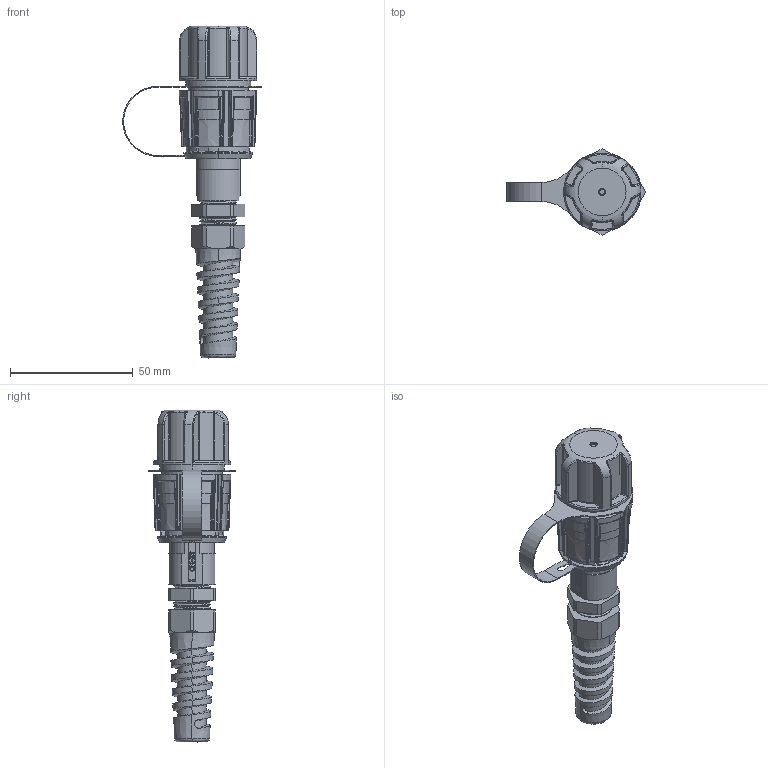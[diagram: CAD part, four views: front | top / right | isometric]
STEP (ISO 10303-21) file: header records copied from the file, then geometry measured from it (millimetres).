
FILE_DESCRIPTION (( 'STEP AP214' ), '1' );
FILE_NAME ('FOC-IPMM.step', '2020-06-10T01:35:22', ( '' ), ( '' ), 'SwSTEP 2.0', 'SolidWorks 2018', '' );
FILE_SCHEMA (( 'AUTOMOTIVE_DESIGN' ));
Length unit declared in the file: millimetre
Products named in the file (1): FOC-IPMM
Bounding box: 56.4 x 35.1 x 135.06 mm (x, y, z)
Volume: 56333.4 mm3; surface area: 27845.9 mm2
Topology: 17 solids, 23 shells, 2504 faces, 6451 edges, 4043 vertices
Faces by surface type: plane 944, cylinder 755, bspline 550, cone 192, torus 35, sphere 28
Entity records: 101023 total; most frequent: CARTESIAN_POINT 43667, ORIENTED_EDGE 12844, DIRECTION 10753, EDGE_CURVE 6422, VERTEX_POINT 4043, AXIS2_PLACEMENT_3D 3827, LINE 3099, VECTOR 3099
